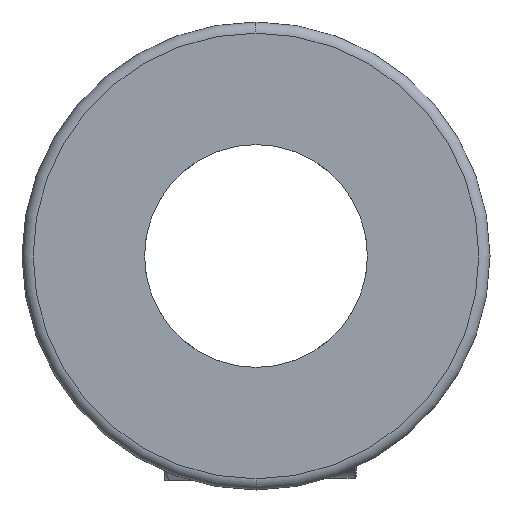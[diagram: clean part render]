
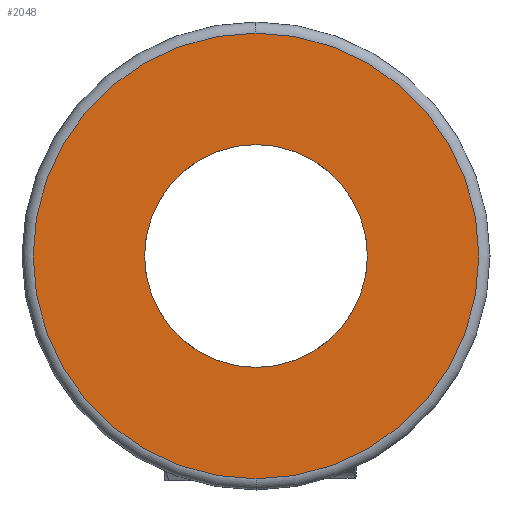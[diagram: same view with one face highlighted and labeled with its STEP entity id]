
A CAD part, front view. The second image highlights one B-rep face of the part: STEP entity #2048.
In plain terms, the highlighted planar face has unit normal (0, -1, 0).
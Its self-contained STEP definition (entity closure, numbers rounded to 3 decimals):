
#164 = ORIENTED_EDGE ( 'NONE', *, *, #2367, .T. ) ;
#272 = AXIS2_PLACEMENT_3D ( 'NONE', #356, #1363, #3782 ) ;
#342 = CIRCLE ( 'NONE', #841, 10. ) ;
#356 = CARTESIAN_POINT ( 'NONE',  ( 0., 0., 0. ) ) ;
#465 = AXIS2_PLACEMENT_3D ( 'NONE', #2204, #3415, #678 ) ;
#488 = FACE_BOUND ( 'NONE', #3442, .T. ) ;
#651 = ORIENTED_EDGE ( 'NONE', *, *, #3093, .F. ) ;
#678 = DIRECTION ( 'NONE',  ( 0., 0., -1. ) ) ;
#680 = ORIENTED_EDGE ( 'NONE', *, *, #2636, .T. ) ;
#824 = AXIS2_PLACEMENT_3D ( 'NONE', #1992, #1096, #1366 ) ;
#839 = CARTESIAN_POINT ( 'NONE',  ( 0., 0., 0. ) ) ;
#841 = AXIS2_PLACEMENT_3D ( 'NONE', #1368, #3788, #1063 ) ;
#850 = EDGE_CURVE ( 'NONE', #3587, #956, #3428, .T. ) ;
#919 = EDGE_LOOP ( 'NONE', ( #680, #164 ) ) ;
#956 = VERTEX_POINT ( 'NONE', #1434 ) ;
#1063 = DIRECTION ( 'NONE',  ( 0., 0., -1. ) ) ;
#1096 = DIRECTION ( 'NONE',  ( 0., -1., 0. ) ) ;
#1217 = ORIENTED_EDGE ( 'NONE', *, *, #850, .F. ) ;
#1363 = DIRECTION ( 'NONE',  ( 0., -1., 0. ) ) ;
#1366 = DIRECTION ( 'NONE',  ( 0., 0., -1. ) ) ;
#1368 = CARTESIAN_POINT ( 'NONE',  ( 0., 0., 0. ) ) ;
#1434 = CARTESIAN_POINT ( 'NONE',  ( 0., 0., 5. ) ) ;
#1992 = CARTESIAN_POINT ( 'NONE',  ( 5., 0., 0. ) ) ;
#2013 = FACE_OUTER_BOUND ( 'NONE', #919, .T. ) ;
#2048 = ADVANCED_FACE ( 'NONE', ( #2013, #488 ), #3501, .T. ) ;
#2204 = CARTESIAN_POINT ( 'NONE',  ( 0., 0., 0. ) ) ;
#2333 = CARTESIAN_POINT ( 'NONE',  ( 0., 0., -10. ) ) ;
#2367 = EDGE_CURVE ( 'NONE', #2736, #2692, #3443, .T. ) ;
#2636 = EDGE_CURVE ( 'NONE', #2692, #2736, #342, .T. ) ;
#2657 = DIRECTION ( 'NONE',  ( 0., 0., -1. ) ) ;
#2692 = VERTEX_POINT ( 'NONE', #2333 ) ;
#2736 = VERTEX_POINT ( 'NONE', #3204 ) ;
#2792 = AXIS2_PLACEMENT_3D ( 'NONE', #839, #3851, #2657 ) ;
#3093 = EDGE_CURVE ( 'NONE', #956, #3587, #3320, .T. ) ;
#3204 = CARTESIAN_POINT ( 'NONE',  ( 0., 0., 10. ) ) ;
#3320 = CIRCLE ( 'NONE', #272, 5. ) ;
#3370 = CARTESIAN_POINT ( 'NONE',  ( 0., 0., -5. ) ) ;
#3415 = DIRECTION ( 'NONE',  ( 0., -1., 0. ) ) ;
#3428 = CIRCLE ( 'NONE', #2792, 5. ) ;
#3442 = EDGE_LOOP ( 'NONE', ( #1217, #651 ) ) ;
#3443 = CIRCLE ( 'NONE', #465, 10. ) ;
#3501 = PLANE ( 'NONE',  #824 ) ;
#3587 = VERTEX_POINT ( 'NONE', #3370 ) ;
#3782 = DIRECTION ( 'NONE',  ( 0., 0., -1. ) ) ;
#3788 = DIRECTION ( 'NONE',  ( 0., -1., 0. ) ) ;
#3851 = DIRECTION ( 'NONE',  ( 0., -1., 0. ) ) ;
